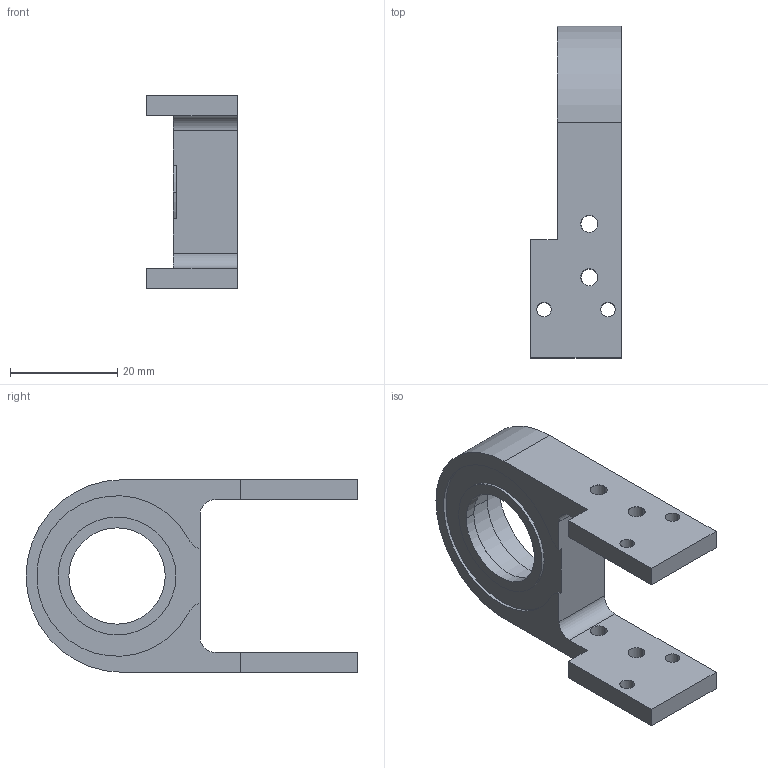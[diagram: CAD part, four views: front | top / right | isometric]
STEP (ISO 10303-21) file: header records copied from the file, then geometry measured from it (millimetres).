
FILE_DESCRIPTION (( 'STEP AP214' ), '1' );
FILE_NAME ('MNP_01.STEP', '2025-03-25T00:11:10', ( '' ), ( '' ), 'SwSTEP 2.0', 'SolidWorks 2024', '' );
FILE_SCHEMA (( 'AUTOMOTIVE_DESIGN' ));
Length unit declared in the file: millimetre
Products named in the file (1): MNP_01
Bounding box: 17 x 62 x 36 mm (x, y, z)
Volume: 10758.4 mm3; surface area: 6523.5 mm2
Topology: 1 solids, 1 shells, 54 faces, 140 edges, 92 vertices
Faces by surface type: cylinder 32, plane 18, cone 4
Entity records: 1739 total; most frequent: DIRECTION 318, CARTESIAN_POINT 287, ORIENTED_EDGE 280, EDGE_CURVE 140, AXIS2_PLACEMENT_3D 123, VERTEX_POINT 92, EDGE_LOOP 76, LINE 72
